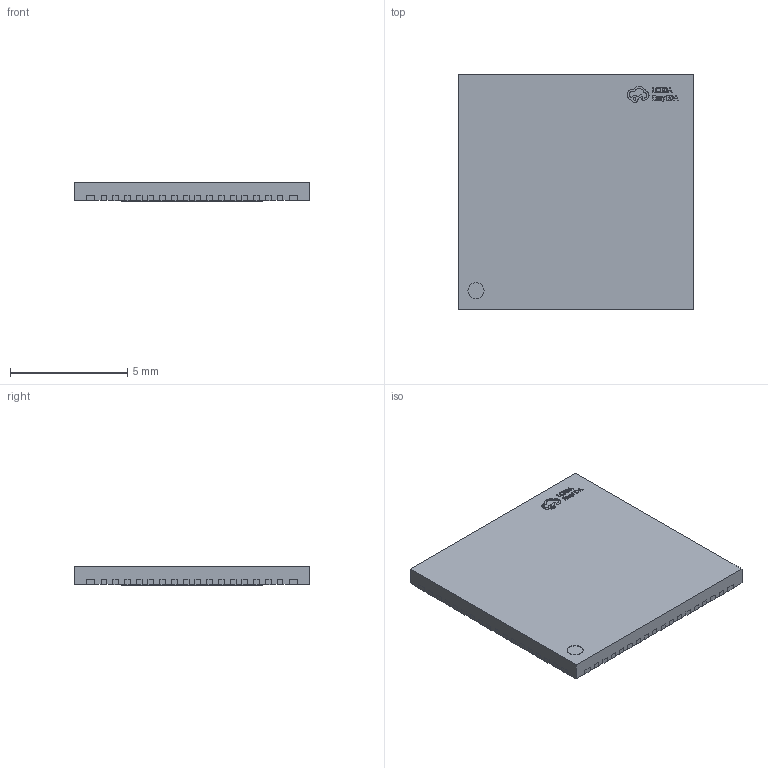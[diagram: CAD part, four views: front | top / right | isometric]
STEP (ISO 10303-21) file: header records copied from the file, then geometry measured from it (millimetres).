
FILE_DESCRIPTION (( 'STEP AP214' ), '1' );
FILE_NAME ('QFN-72_L10.0-W10.0-P0.50-BL-EP6.0_1.STEP', '2024-05-30T13:04:40', ( 'User' ), ( 'China' ), 'SwSTEP 2.0', 'SolidWorks 2020', '' );
FILE_SCHEMA (( 'AUTOMOTIVE_DESIGN' ));
Length unit declared in the file: millimetre
Products named in the file (1): QFN-72_L10.0-W10.0-P0.50-BL-EP6.0_1
Bounding box: 10 x 10 x 0.79 mm (x, y, z)
Volume: 75 mm3; surface area: 232.7 mm2
Topology: 1 solids, 1 shells, 695 faces, 2016 edges, 1344 vertices
Faces by surface type: plane 507, bspline 98, cylinder 90
Entity records: 28476 total; most frequent: CARTESIAN_POINT 5366, ORIENTED_EDGE 4032, DIRECTION 3192, EDGE_CURVE 2016, LINE 1636, VECTOR 1636, VERTEX_POINT 1344, AXIS2_PLACEMENT_3D 778
